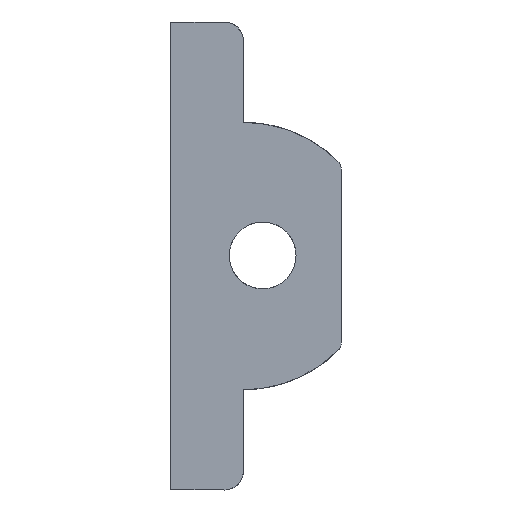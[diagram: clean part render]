
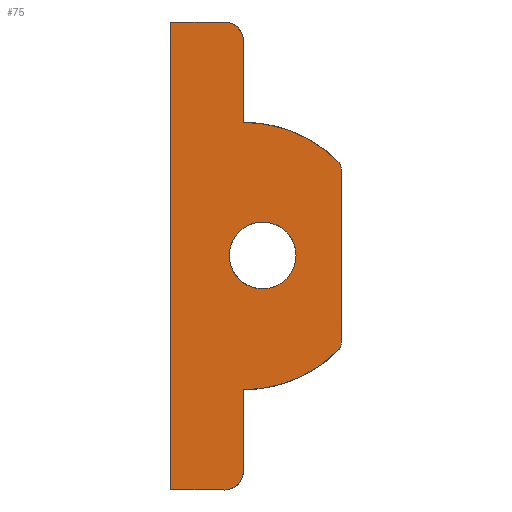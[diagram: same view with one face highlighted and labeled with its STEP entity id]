
A CAD part, front view. The second image highlights one B-rep face of the part: STEP entity #75.
In plain terms, the highlighted planar face has unit normal (0, -1, 0).
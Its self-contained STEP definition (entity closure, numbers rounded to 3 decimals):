
#21=FACE_BOUND('',#196,.T.);
#75=ADVANCED_FACE('',(#132,#21),#1062,.T.);
#132=FACE_OUTER_BOUND('',#195,.T.);
#195=EDGE_LOOP('',(#460,#461,#462,#463,#464,#465,#466,#467,#468,#469,#470,
#471));
#196=EDGE_LOOP('',(#472,#473));
#460=ORIENTED_EDGE('',*,*,#700,.F.);
#461=ORIENTED_EDGE('',*,*,#679,.F.);
#462=ORIENTED_EDGE('',*,*,#637,.F.);
#463=ORIENTED_EDGE('',*,*,#613,.F.);
#464=ORIENTED_EDGE('',*,*,#680,.F.);
#465=ORIENTED_EDGE('',*,*,#681,.F.);
#466=ORIENTED_EDGE('',*,*,#626,.F.);
#467=ORIENTED_EDGE('',*,*,#682,.F.);
#468=ORIENTED_EDGE('',*,*,#683,.F.);
#469=ORIENTED_EDGE('',*,*,#651,.F.);
#470=ORIENTED_EDGE('',*,*,#684,.F.);
#471=ORIENTED_EDGE('',*,*,#666,.F.);
#472=ORIENTED_EDGE('',*,*,#685,.F.);
#473=ORIENTED_EDGE('',*,*,#616,.F.);
#613=EDGE_CURVE('',#960,#952,#751,.T.);
#616=EDGE_CURVE('',#965,#966,#752,.T.);
#626=EDGE_CURVE('',#973,#971,#762,.T.);
#637=EDGE_CURVE('',#952,#979,#773,.T.);
#651=EDGE_CURVE('',#978,#981,#780,.T.);
#666=EDGE_CURVE('',#997,#977,#885,.T.);
#679=EDGE_CURVE('',#979,#998,#889,.T.);
#680=EDGE_CURVE('',#972,#960,#801,.T.);
#681=EDGE_CURVE('',#971,#972,#802,.T.);
#682=EDGE_CURVE('',#991,#973,#803,.T.);
#683=EDGE_CURVE('',#981,#991,#804,.T.);
#684=EDGE_CURVE('',#977,#978,#805,.T.);
#685=EDGE_CURVE('',#966,#965,#806,.T.);
#700=EDGE_CURVE('',#998,#997,#818,.T.);
#751=(
BOUNDED_CURVE()
B_SPLINE_CURVE(2,(#2057,#2058,#2059),.UNSPECIFIED.,.F.,.F.)
B_SPLINE_CURVE_WITH_KNOTS((3,3),(-60.432,-58.114),
 .UNSPECIFIED.)
CURVE()
GEOMETRIC_REPRESENTATION_ITEM()
RATIONAL_B_SPLINE_CURVE((1.,1.,1.))
REPRESENTATION_ITEM('')
);
#752=(
BOUNDED_CURVE()
B_SPLINE_CURVE(2,(#2094,#2095,#2096,#2097,#2098),.UNSPECIFIED.,.F.,.F.)
B_SPLINE_CURVE_WITH_KNOTS((3,2,3),(-7.,-3.5,0.),
 .UNSPECIFIED.)
CURVE()
GEOMETRIC_REPRESENTATION_ITEM()
RATIONAL_B_SPLINE_CURVE((1.,0.707,1.,0.707,1.))
REPRESENTATION_ITEM('')
);
#762=(
BOUNDED_CURVE()
B_SPLINE_CURVE(2,(#2120,#2121,#2122),.UNSPECIFIED.,.F.,.F.)
B_SPLINE_CURVE_WITH_KNOTS((3,3),(-76.155,-67.097),
 .UNSPECIFIED.)
CURVE()
GEOMETRIC_REPRESENTATION_ITEM()
RATIONAL_B_SPLINE_CURVE((1.,1.,1.))
REPRESENTATION_ITEM('')
);
#773=(
BOUNDED_CURVE()
B_SPLINE_CURVE(2,(#2150,#2151,#2152),.UNSPECIFIED.,.F.,.F.)
B_SPLINE_CURVE_WITH_KNOTS((3,3),(-2.,0.),
 .UNSPECIFIED.)
CURVE()
GEOMETRIC_REPRESENTATION_ITEM()
RATIONAL_B_SPLINE_CURVE((1.,0.707,1.))
REPRESENTATION_ITEM('')
);
#780=(
BOUNDED_CURVE()
B_SPLINE_CURVE(2,(#2185,#2186,#2187),.UNSPECIFIED.,.F.,.F.)
B_SPLINE_CURVE_WITH_KNOTS((3,3),(-85.119,-82.801),
 .UNSPECIFIED.)
CURVE()
GEOMETRIC_REPRESENTATION_ITEM()
RATIONAL_B_SPLINE_CURVE((1.,1.,1.))
REPRESENTATION_ITEM('')
);
#801=(
BOUNDED_CURVE()
B_SPLINE_CURVE(2,(#2308,#2309,#2310),.UNSPECIFIED.,.F.,.F.)
B_SPLINE_CURVE_WITH_KNOTS((3,3),(-66.626,-60.432),
 .UNSPECIFIED.)
CURVE()
GEOMETRIC_REPRESENTATION_ITEM()
RATIONAL_B_SPLINE_CURVE((1.,0.924,1.))
REPRESENTATION_ITEM('')
);
#802=(
BOUNDED_CURVE()
B_SPLINE_CURVE(2,(#2311,#2312,#2313),.UNSPECIFIED.,.F.,.F.)
B_SPLINE_CURVE_WITH_KNOTS((3,3),(-0.472,0.),.UNSPECIFIED.)
CURVE()
GEOMETRIC_REPRESENTATION_ITEM()
RATIONAL_B_SPLINE_CURVE((1.,0.924,1.))
REPRESENTATION_ITEM('')
);
#803=(
BOUNDED_CURVE()
B_SPLINE_CURVE(2,(#2314,#2315,#2316),.UNSPECIFIED.,.F.,.F.)
B_SPLINE_CURVE_WITH_KNOTS((3,3),(-76.626,-76.155),
 .UNSPECIFIED.)
CURVE()
GEOMETRIC_REPRESENTATION_ITEM()
RATIONAL_B_SPLINE_CURVE((1.,0.924,1.))
REPRESENTATION_ITEM('')
);
#804=(
BOUNDED_CURVE()
B_SPLINE_CURVE(2,(#2317,#2318,#2319),.UNSPECIFIED.,.F.,.F.)
B_SPLINE_CURVE_WITH_KNOTS((3,3),(-82.801,-76.626),
 .UNSPECIFIED.)
CURVE()
GEOMETRIC_REPRESENTATION_ITEM()
RATIONAL_B_SPLINE_CURVE((1.,0.924,1.))
REPRESENTATION_ITEM('')
);
#805=(
BOUNDED_CURVE()
B_SPLINE_CURVE(2,(#2320,#2321,#2322),.UNSPECIFIED.,.F.,.F.)
B_SPLINE_CURVE_WITH_KNOTS((3,3),(-87.119,-85.119),
 .UNSPECIFIED.)
CURVE()
GEOMETRIC_REPRESENTATION_ITEM()
RATIONAL_B_SPLINE_CURVE((1.,0.707,1.))
REPRESENTATION_ITEM('')
);
#806=(
BOUNDED_CURVE()
B_SPLINE_CURVE(2,(#2323,#2324,#2325,#2326,#2327),.UNSPECIFIED.,.F.,.F.)
B_SPLINE_CURVE_WITH_KNOTS((3,2,3),(-14.,-10.5,-7.),
 .UNSPECIFIED.)
CURVE()
GEOMETRIC_REPRESENTATION_ITEM()
RATIONAL_B_SPLINE_CURVE((1.,0.707,1.,0.707,1.))
REPRESENTATION_ITEM('')
);
#818=(
BOUNDED_CURVE()
B_SPLINE_CURVE(3,(#2413,#2414,#2415,#2416,#2417,#2418,#2419,#2420,#2421,
#2422),.UNSPECIFIED.,.F.,.F.)
B_SPLINE_CURVE_WITH_KNOTS((4,3,3,4),(89.443,94.663,104.857,
110.078),.UNSPECIFIED.)
CURVE()
GEOMETRIC_REPRESENTATION_ITEM()
RATIONAL_B_SPLINE_CURVE((1.,1.,1.,1.,1.,1.,1.,1.,1.,1.))
REPRESENTATION_ITEM('')
);
#885=B_SPLINE_CURVE_WITH_KNOTS('',1,(#2247,#2248),.UNSPECIFIED.,.F.,.F.,
(2,2),(0.75,3.548),.UNSPECIFIED.);
#889=B_SPLINE_CURVE_WITH_KNOTS('',1,(#2306,#2307),.UNSPECIFIED.,.F.,.F.,
(2,2),(-3.548,-0.75),.UNSPECIFIED.);
#952=VERTEX_POINT('',#1753);
#960=VERTEX_POINT('',#1761);
#965=VERTEX_POINT('',#1766);
#966=VERTEX_POINT('',#1767);
#971=VERTEX_POINT('',#1772);
#972=VERTEX_POINT('',#1773);
#973=VERTEX_POINT('',#1774);
#977=VERTEX_POINT('',#1778);
#978=VERTEX_POINT('',#1779);
#979=VERTEX_POINT('',#1780);
#981=VERTEX_POINT('',#1782);
#991=VERTEX_POINT('',#1792);
#997=VERTEX_POINT('',#1798);
#998=VERTEX_POINT('',#1799);
#1062=PLANE('',#1107);
#1107=AXIS2_PLACEMENT_3D('',#1566,#1135,$);
#1135=DIRECTION('',(0.,-1.,0.));
#1566=CARTESIAN_POINT('',(-83.841,-38.476,11.215));
#1753=CARTESIAN_POINT('',(-79.138,-38.476,-14.746));
#1761=CARTESIAN_POINT('',(-79.138,-38.476,-10.496));
#1766=CARTESIAN_POINT('',(-79.88,-38.476,-3.469));
#1767=CARTESIAN_POINT('',(-76.38,-38.476,-3.469));
#1772=CARTESIAN_POINT('',(-74.016,-38.476,-8.025));
#1773=CARTESIAN_POINT('',(-74.192,-38.476,-8.45));
#1774=CARTESIAN_POINT('',(-74.016,-38.476,1.032));
#1778=CARTESIAN_POINT('',(-80.138,-38.476,8.753));
#1779=CARTESIAN_POINT('',(-79.138,-38.476,7.753));
#1780=CARTESIAN_POINT('',(-80.138,-38.476,-15.746));
#1782=CARTESIAN_POINT('',(-79.139,-38.476,3.503));
#1792=CARTESIAN_POINT('',(-74.192,-38.476,1.457));
#1798=CARTESIAN_POINT('',(-82.937,-38.476,8.753));
#1799=CARTESIAN_POINT('',(-82.937,-38.476,-15.746));
#2057=CARTESIAN_POINT('',(-79.138,-38.476,-10.496));
#2058=CARTESIAN_POINT('',(-79.138,-38.476,-12.621));
#2059=CARTESIAN_POINT('',(-79.138,-38.476,-14.746));
#2094=CARTESIAN_POINT('',(-79.88,-38.476,-3.469));
#2095=CARTESIAN_POINT('',(-79.88,-38.476,-5.219));
#2096=CARTESIAN_POINT('',(-78.13,-38.476,-5.219));
#2097=CARTESIAN_POINT('',(-76.38,-38.476,-5.219));
#2098=CARTESIAN_POINT('',(-76.38,-38.476,-3.469));
#2120=CARTESIAN_POINT('',(-74.016,-38.476,1.032));
#2121=CARTESIAN_POINT('',(-74.016,-38.476,-3.496));
#2122=CARTESIAN_POINT('',(-74.016,-38.476,-8.025));
#2150=CARTESIAN_POINT('',(-79.138,-38.476,-14.746));
#2151=CARTESIAN_POINT('',(-79.138,-38.476,-15.746));
#2152=CARTESIAN_POINT('',(-80.138,-38.476,-15.746));
#2185=CARTESIAN_POINT('',(-79.138,-38.476,7.753));
#2186=CARTESIAN_POINT('',(-79.138,-38.476,5.628));
#2187=CARTESIAN_POINT('',(-79.139,-38.476,3.503));
#2247=CARTESIAN_POINT('',(-82.937,-38.476,8.753));
#2248=CARTESIAN_POINT('',(-80.138,-38.476,8.753));
#2306=CARTESIAN_POINT('',(-80.138,-38.476,-15.746));
#2307=CARTESIAN_POINT('',(-82.937,-38.476,-15.746));
#2308=CARTESIAN_POINT('',(-74.192,-38.476,-8.45));
#2309=CARTESIAN_POINT('',(-76.242,-38.476,-10.496));
#2310=CARTESIAN_POINT('',(-79.138,-38.476,-10.496));
#2311=CARTESIAN_POINT('',(-74.016,-38.476,-8.025));
#2312=CARTESIAN_POINT('',(-74.016,-38.476,-8.274));
#2313=CARTESIAN_POINT('',(-74.192,-38.476,-8.45));
#2314=CARTESIAN_POINT('',(-74.192,-38.476,1.457));
#2315=CARTESIAN_POINT('',(-74.016,-38.476,1.281));
#2316=CARTESIAN_POINT('',(-74.016,-38.476,1.032));
#2317=CARTESIAN_POINT('',(-79.139,-38.476,3.503));
#2318=CARTESIAN_POINT('',(-76.242,-38.476,3.503));
#2319=CARTESIAN_POINT('',(-74.192,-38.476,1.457));
#2320=CARTESIAN_POINT('',(-80.138,-38.476,8.753));
#2321=CARTESIAN_POINT('',(-79.138,-38.476,8.753));
#2322=CARTESIAN_POINT('',(-79.138,-38.476,7.753));
#2323=CARTESIAN_POINT('',(-76.38,-38.476,-3.469));
#2324=CARTESIAN_POINT('',(-76.38,-38.476,-1.719));
#2325=CARTESIAN_POINT('',(-78.13,-38.476,-1.719));
#2326=CARTESIAN_POINT('',(-79.88,-38.476,-1.719));
#2327=CARTESIAN_POINT('',(-79.88,-38.476,-3.469));
#2413=CARTESIAN_POINT('',(-82.937,-38.476,-15.746));
#2414=CARTESIAN_POINT('',(-82.937,-38.476,-13.362));
#2415=CARTESIAN_POINT('',(-82.937,-38.476,-10.978));
#2416=CARTESIAN_POINT('',(-82.937,-38.476,-8.593));
#2417=CARTESIAN_POINT('',(-82.937,-38.476,-5.195));
#2418=CARTESIAN_POINT('',(-82.937,-38.476,-1.798));
#2419=CARTESIAN_POINT('',(-82.937,-38.476,1.6));
#2420=CARTESIAN_POINT('',(-82.937,-38.476,3.985));
#2421=CARTESIAN_POINT('',(-82.937,-38.476,6.369));
#2422=CARTESIAN_POINT('',(-82.937,-38.476,8.753));
